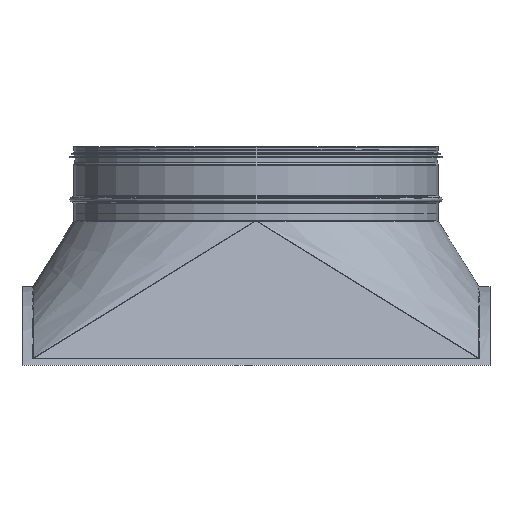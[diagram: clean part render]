
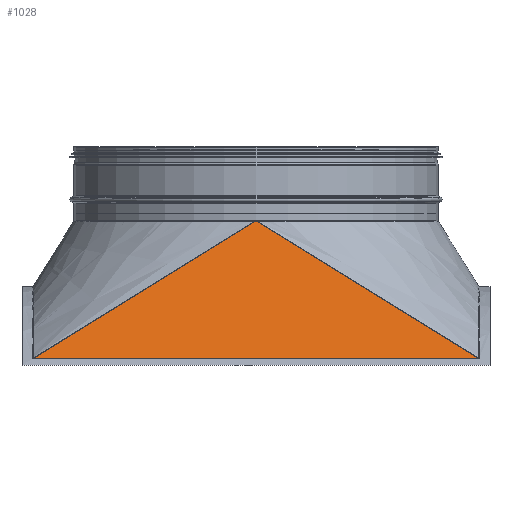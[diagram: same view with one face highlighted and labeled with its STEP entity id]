
A CAD part, front view. The second image highlights one B-rep face of the part: STEP entity #1028.
In plain terms, the highlighted planar face has unit normal (0, -0.968, 0.25).
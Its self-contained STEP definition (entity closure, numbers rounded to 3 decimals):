
#237=CARTESIAN_POINT('',(0.0,-248.875,590.0));
#238=VERTEX_POINT('',#237);
#908=CARTESIAN_POINT('',(-305.0,-297.5,401.614));
#909=VERTEX_POINT('',#908);
#945=CARTESIAN_POINT('',(305.0,-297.5,401.614));
#946=VERTEX_POINT('',#945);
#954=CARTESIAN_POINT('',(-305.0,-297.5,401.614));
#955=DIRECTION('',(1.0,0.0,0.0));
#956=VECTOR('',#955,610.0);
#957=LINE('',#954,#956);
#958=EDGE_CURVE('',#909,#946,#957,.T.);
#1008=CARTESIAN_POINT('',(0.,-284.309,452.72));
#1009=DIRECTION('',(0.,0.968,-0.25));
#1010=DIRECTION('',(0.,0.25,0.968));
#1011=AXIS2_PLACEMENT_3D('',#1008,#1009,#1010);
#1012=PLANE('',#1011);
#1013=ORIENTED_EDGE('',*,*,#958,.T.);
#1014=CARTESIAN_POINT('',(0.0,-248.875,590.0));
#1015=DIRECTION('',(0.843,-0.134,-0.521));
#1016=VECTOR('',#1015,361.772);
#1017=LINE('',#1014,#1016);
#1018=EDGE_CURVE('',#238,#946,#1017,.T.);
#1019=ORIENTED_EDGE('',*,*,#1018,.F.);
#1020=CARTESIAN_POINT('',(0.0,-248.875,590.0));
#1021=DIRECTION('',(-0.843,-0.134,-0.521));
#1022=VECTOR('',#1021,361.772);
#1023=LINE('',#1020,#1022);
#1024=EDGE_CURVE('',#238,#909,#1023,.T.);
#1025=ORIENTED_EDGE('',*,*,#1024,.T.);
#1026=EDGE_LOOP('',(#1013,#1019,#1025));
#1027=FACE_OUTER_BOUND('',#1026,.T.);
#1028=ADVANCED_FACE('',(#1027),#1012,.F.);
